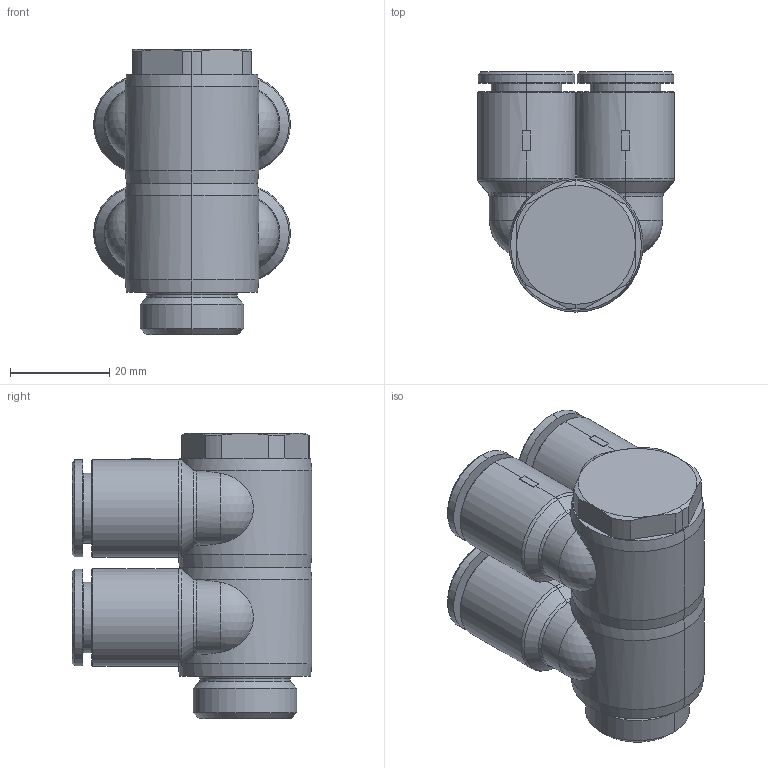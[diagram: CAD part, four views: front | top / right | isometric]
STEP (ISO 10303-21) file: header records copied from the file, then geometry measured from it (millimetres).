
FILE_DESCRIPTION((''),'2;1');
FILE_NAME('GPA_12G04(2)(3D).stp','2012-12-20T10:56:55',(''),(''),'Mechanical Desktop.R8.0.24.0','Mechanical Desktop.R8.0.24.0',', , ');
FILE_SCHEMA(('CONFIG_CONTROL_DESIGN'));
Length unit declared in the file: millimetre
Products named in the file (2): GPA_12G04(2)(3D); 睡ヶ1
Assembly tree (1 placements, depth 2):
  GPA_12G04(2)(3D)
    睡ヶ1
Bounding box: 39.7 x 48.4 x 57.5 mm (x, y, z)
Volume: 42232.4 mm3; surface area: 24950.1 mm2
Topology: 1 solids, 1 shells, 1586 faces, 4478 edges, 2949 vertices
Faces by surface type: plane 1382, cone 80, cylinder 76, bspline 32, torus 12, sphere 4
Entity records: 51457 total; most frequent: CARTESIAN_POINT 10393, ORIENTED_EDGE 8952, DIRECTION 7748, EDGE_CURVE 4476, VECTOR 4092, LINE 4092, VERTEX_POINT 2949, AXIS2_PLACEMENT_3D 1828
